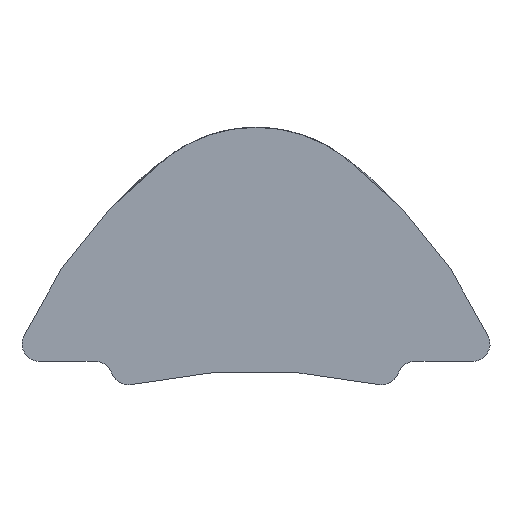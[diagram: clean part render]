
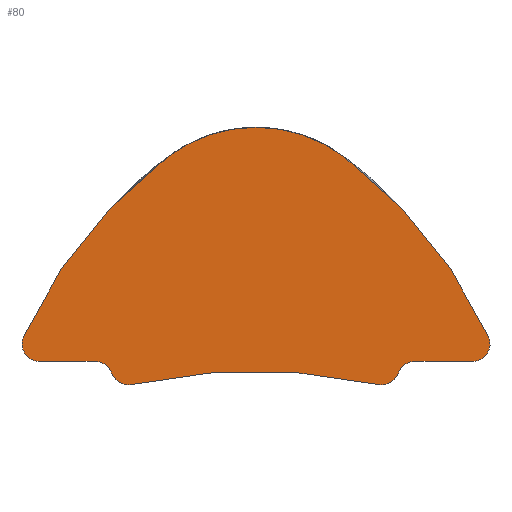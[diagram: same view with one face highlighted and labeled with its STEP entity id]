
A CAD part, front view. The second image highlights one B-rep face of the part: STEP entity #80.
In plain terms, the highlighted planar face has unit normal (0, -1, 0).
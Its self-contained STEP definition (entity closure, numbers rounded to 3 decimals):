
#80=ADVANCED_FACE('',(#155),#156,.F.);
#155=FACE_OUTER_BOUND('',#221,.T.);
#156=PLANE('',#222);
#221=EDGE_LOOP('',(#394,#395,#396,#397,#398,#399,#400,#401,#402,#403,#404,#405,#406,#407));
#222=AXIS2_PLACEMENT_3D('',#408,#409,#410);
#394=ORIENTED_EDGE('',*,*,#483,.T.);
#395=ORIENTED_EDGE('',*,*,#437,.T.);
#396=ORIENTED_EDGE('',*,*,#442,.F.);
#397=ORIENTED_EDGE('',*,*,#446,.T.);
#398=ORIENTED_EDGE('',*,*,#450,.T.);
#399=ORIENTED_EDGE('',*,*,#454,.F.);
#400=ORIENTED_EDGE('',*,*,#457,.F.);
#401=ORIENTED_EDGE('',*,*,#460,.F.);
#402=ORIENTED_EDGE('',*,*,#429,.F.);
#403=ORIENTED_EDGE('',*,*,#464,.F.);
#404=ORIENTED_EDGE('',*,*,#468,.T.);
#405=ORIENTED_EDGE('',*,*,#472,.T.);
#406=ORIENTED_EDGE('',*,*,#476,.F.);
#407=ORIENTED_EDGE('',*,*,#480,.T.);
#408=CARTESIAN_POINT('',(0.017,-8.5,1.357));
#409=DIRECTION('',(-0.0,1.0,0.0));
#410=DIRECTION('',(1.0,0.0,0.0));
#429=EDGE_CURVE('',#514,#516,#517,.T.);
#437=EDGE_CURVE('',#529,#527,#530,.T.);
#442=EDGE_CURVE('',#535,#527,#537,.T.);
#446=EDGE_CURVE('',#535,#541,#543,.T.);
#450=EDGE_CURVE('',#541,#547,#549,.T.);
#454=EDGE_CURVE('',#553,#547,#555,.T.);
#457=EDGE_CURVE('',#557,#553,#559,.T.);
#460=EDGE_CURVE('',#516,#557,#562,.T.);
#464=EDGE_CURVE('',#566,#514,#568,.T.);
#468=EDGE_CURVE('',#566,#572,#574,.T.);
#472=EDGE_CURVE('',#572,#578,#580,.T.);
#476=EDGE_CURVE('',#584,#578,#586,.T.);
#480=EDGE_CURVE('',#584,#590,#592,.T.);
#483=EDGE_CURVE('',#590,#529,#595,.T.);
#514=VERTEX_POINT('',#814);
#516=VERTEX_POINT('',#817);
#517=CIRCLE('',#818,8.);
#527=VERTEX_POINT('',#831);
#529=VERTEX_POINT('',#834);
#530=LINE('',#835,#836);
#535=VERTEX_POINT('',#842);
#537=CIRCLE('',#845,0.3);
#541=VERTEX_POINT('',#849);
#543=CIRCLE('',#852,0.3);
#547=VERTEX_POINT('',#857);
#549=LINE('',#860,#861);
#553=VERTEX_POINT('',#865);
#555=CIRCLE('',#868,0.3);
#557=VERTEX_POINT('',#870);
#559=CIRCLE('',#873,8.);
#562=CIRCLE('',#876,2.5);
#566=VERTEX_POINT('',#880);
#568=CIRCLE('',#883,0.3);
#572=VERTEX_POINT('',#888);
#574=LINE('',#891,#892);
#578=VERTEX_POINT('',#896);
#580=CIRCLE('',#899,0.3);
#584=VERTEX_POINT('',#903);
#586=CIRCLE('',#906,0.3);
#590=VERTEX_POINT('',#911);
#592=LINE('',#914,#915);
#595=CIRCLE('',#918,9.9);
#814=CARTESIAN_POINT('',(-3.956,-8.5,0.425));
#817=CARTESIAN_POINT('',(-1.485,-8.5,3.498));
#818=AXIS2_PLACEMENT_3D('',#929,#930,#931);
#831=CARTESIAN_POINT('',(2.167,-8.5,-0.4));
#834=CARTESIAN_POINT('',(2.135,-8.5,-0.4));
#835=CARTESIAN_POINT('',(2.135,-8.5,-0.4));
#836=VECTOR('',#939,1.0);
#842=CARTESIAN_POINT('',(2.45,-8.5,-0.2));
#845=AXIS2_PLACEMENT_3D('',#945,#946,#947);
#849=CARTESIAN_POINT('',(2.733,-8.5,0.));
#852=AXIS2_PLACEMENT_3D('',#952,#953,#954);
#857=CARTESIAN_POINT('',(3.717,-8.5,0.));
#860=CARTESIAN_POINT('',(2.733,-8.5,0.));
#861=VECTOR('',#957,1.0);
#865=CARTESIAN_POINT('',(3.99,-8.5,0.425));
#868=AXIS2_PLACEMENT_3D('',#962,#963,#964);
#870=CARTESIAN_POINT('',(1.52,-8.5,3.498));
#873=AXIS2_PLACEMENT_3D('',#966,#967,#968);
#876=AXIS2_PLACEMENT_3D('',#972,#973,#974);
#880=CARTESIAN_POINT('',(-3.683,-8.5,0.));
#883=AXIS2_PLACEMENT_3D('',#979,#980,#981);
#888=CARTESIAN_POINT('',(-2.733,-8.5,0.));
#891=CARTESIAN_POINT('',(-3.683,-8.5,0.));
#892=VECTOR('',#984,1.0);
#896=CARTESIAN_POINT('',(-2.45,-8.5,-0.2));
#899=AXIS2_PLACEMENT_3D('',#989,#990,#991);
#903=CARTESIAN_POINT('',(-2.167,-8.5,-0.4));
#906=AXIS2_PLACEMENT_3D('',#996,#997,#998);
#911=CARTESIAN_POINT('',(-2.135,-8.5,-0.4));
#914=CARTESIAN_POINT('',(-2.167,-8.5,-0.4));
#915=VECTOR('',#1001,1.0);
#918=AXIS2_PLACEMENT_3D('',#1005,#1006,#1007);
#929=CARTESIAN_POINT('',(3.323,-8.5,-2.896));
#930=DIRECTION('',(0.0,1.0,0.0));
#931=DIRECTION('',(-0.91,0.0,0.415));
#939=DIRECTION('',(1.0,0.0,0.0));
#945=CARTESIAN_POINT('',(2.167,-8.5,-0.1));
#946=DIRECTION('',(0.0,1.0,0.0));
#947=DIRECTION('',(0.943,0.0,-0.333));
#952=CARTESIAN_POINT('',(2.733,-8.5,-0.3));
#953=DIRECTION('',(0.0,1.0,0.0));
#954=DIRECTION('',(-0.943,0.0,0.333));
#957=DIRECTION('',(1.0,0.0,0.0));
#962=CARTESIAN_POINT('',(3.717,-8.5,0.3));
#963=DIRECTION('',(-0.0,1.0,0.0));
#964=DIRECTION('',(0.91,0.0,0.415));
#966=CARTESIAN_POINT('',(-3.288,-8.5,-2.896));
#967=DIRECTION('',(-0.0,1.0,0.0));
#968=DIRECTION('',(0.601,0.0,0.799));
#972=CARTESIAN_POINT('',(0.017,-8.5,1.5));
#973=DIRECTION('',(0.0,1.0,0.0));
#974=DIRECTION('',(-0.601,0.0,0.799));
#979=CARTESIAN_POINT('',(-3.683,-8.5,0.3));
#980=DIRECTION('',(0.0,1.0,0.0));
#981=DIRECTION('',(0.,0.0,-1.0));
#984=DIRECTION('',(1.0,0.0,0.0));
#989=CARTESIAN_POINT('',(-2.733,-8.5,-0.3));
#990=DIRECTION('',(-0.0,1.0,0.0));
#991=DIRECTION('',(0.,0.0,1.));
#996=CARTESIAN_POINT('',(-2.167,-8.5,-0.1));
#997=DIRECTION('',(0.0,1.0,0.0));
#998=DIRECTION('',(0.,0.0,-1.));
#1001=DIRECTION('',(1.0,0.0,0.0));
#1005=CARTESIAN_POINT('',(0.,-8.5,-10.067));
#1006=DIRECTION('',(0.0,1.0,0.0));
#1007=DIRECTION('',(-0.216,0.0,0.976));
